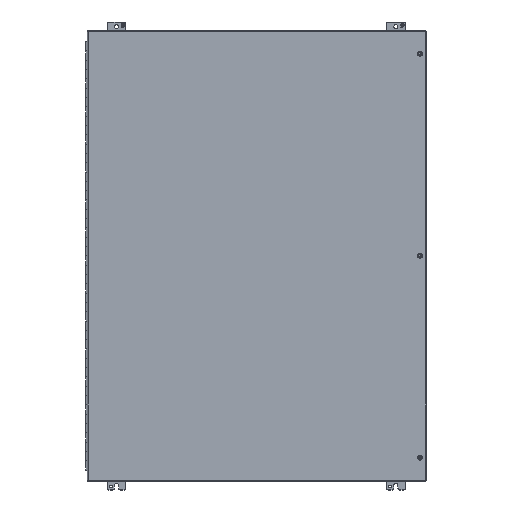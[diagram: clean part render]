
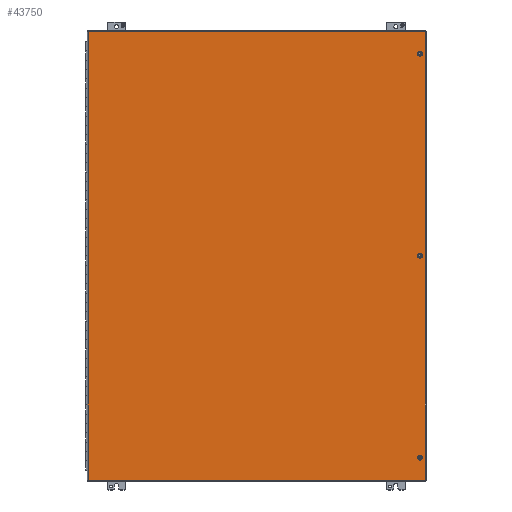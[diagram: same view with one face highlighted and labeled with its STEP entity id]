
A CAD part, top view. The second image highlights one B-rep face of the part: STEP entity #43750.
In plain terms, the highlighted planar face has unit normal (0, 0, 1).
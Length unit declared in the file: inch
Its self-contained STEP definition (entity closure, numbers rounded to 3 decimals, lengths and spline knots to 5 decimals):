
#390 = ORIENTED_EDGE ( 'NONE', *, *, #15638, .T. ) ;
#733 = EDGE_CURVE ( 'NONE', #12093, #23469, #22781, .T. ) ;
#828 = CARTESIAN_POINT ( 'NONE',  ( 18.16998, -24.0795, 11.172 ) ) ;
#1025 = CIRCLE ( 'NONE', #5152, 0.133 ) ;
#1045 = DIRECTION ( 'NONE',  ( 0., 0., -1. ) ) ;
#2881 = DIRECTION ( 'NONE',  ( 0., -1., 0. ) ) ;
#3192 = CARTESIAN_POINT ( 'NONE',  ( -18.05202, -24.0795, 11.172 ) ) ;
#3886 = EDGE_LOOP ( 'NONE', ( #390, #19532 ) ) ;
#4429 = ORIENTED_EDGE ( 'NONE', *, *, #35605, .T. ) ;
#4840 = EDGE_CURVE ( 'NONE', #28779, #40309, #21494, .T. ) ;
#5072 = CARTESIAN_POINT ( 'NONE',  ( -18.05202, -24.0795, 11.172 ) ) ;
#5152 = AXIS2_PLACEMENT_3D ( 'NONE', #9064, #25623, #39185 ) ;
#5350 = VECTOR ( 'NONE', #14170, 39.37008 ) ;
#5479 = LINE ( 'NONE', #5072, #38768 ) ;
#6011 = CARTESIAN_POINT ( 'NONE',  ( 17.58998, 0., 11.172 ) ) ;
#6249 = CARTESIAN_POINT ( 'NONE',  ( 17.58998, -21.6865, 11.172 ) ) ;
#6787 = CIRCLE ( 'NONE', #34110, 0.133 ) ;
#8863 = DIRECTION ( 'NONE',  ( 0., -1., 0. ) ) ;
#8935 = ORIENTED_EDGE ( 'NONE', *, *, #16020, .T. ) ;
#9064 = CARTESIAN_POINT ( 'NONE',  ( 17.58998, 0., 11.172 ) ) ;
#9302 = EDGE_CURVE ( 'NONE', #16836, #11646, #29936, .T. ) ;
#9351 = VECTOR ( 'NONE', #22210, 39.37008 ) ;
#9523 = VECTOR ( 'NONE', #9705, 39.37008 ) ;
#9620 = ORIENTED_EDGE ( 'NONE', *, *, #733, .T. ) ;
#9705 = DIRECTION ( 'NONE',  ( 1., 0., 0. ) ) ;
#10310 = FACE_BOUND ( 'NONE', #3886, .T. ) ;
#10928 = CARTESIAN_POINT ( 'NONE',  ( 17.58998, 0.133, 11.172 ) ) ;
#11646 = VERTEX_POINT ( 'NONE', #26926 ) ;
#11689 = VERTEX_POINT ( 'NONE', #31158 ) ;
#11932 = AXIS2_PLACEMENT_3D ( 'NONE', #6249, #32968, #12791 ) ;
#12093 = VERTEX_POINT ( 'NONE', #26009 ) ;
#12791 = DIRECTION ( 'NONE',  ( 0., -1., 0. ) ) ;
#14170 = DIRECTION ( 'NONE',  ( 0., 1., 0. ) ) ;
#14434 = CARTESIAN_POINT ( 'NONE',  ( 18.16998, 24.0795, 11.172 ) ) ;
#14975 = EDGE_CURVE ( 'NONE', #23469, #16836, #20698, .T. ) ;
#15638 = EDGE_CURVE ( 'NONE', #23660, #26801, #1025, .T. ) ;
#16020 = EDGE_CURVE ( 'NONE', #30674, #11689, #40111, .T. ) ;
#16836 = VERTEX_POINT ( 'NONE', #14434 ) ;
#17125 = ORIENTED_EDGE ( 'NONE', *, *, #42202, .T. ) ;
#17225 = CARTESIAN_POINT ( 'NONE',  ( 17.58998, 21.8195, 11.172 ) ) ;
#17357 = DIRECTION ( 'NONE',  ( 0., -1., 0. ) ) ;
#17739 = FACE_BOUND ( 'NONE', #36755, .T. ) ;
#18804 = FACE_BOUND ( 'NONE', #38723, .T. ) ;
#19352 = CARTESIAN_POINT ( 'NONE',  ( -18.05202, -24.0795, 11.172 ) ) ;
#19532 = ORIENTED_EDGE ( 'NONE', *, *, #26172, .T. ) ;
#20236 = AXIS2_PLACEMENT_3D ( 'NONE', #19352, #36020, #22302 ) ;
#20698 = LINE ( 'NONE', #828, #5350 ) ;
#21058 = ORIENTED_EDGE ( 'NONE', *, *, #4840, .T. ) ;
#21319 = CARTESIAN_POINT ( 'NONE',  ( 17.58998, -21.6865, 11.172 ) ) ;
#21494 = CIRCLE ( 'NONE', #23405, 0.133 ) ;
#21847 = AXIS2_PLACEMENT_3D ( 'NONE', #21319, #1045, #25017 ) ;
#22191 = DIRECTION ( 'NONE',  ( 0., -1., 0. ) ) ;
#22210 = DIRECTION ( 'NONE',  ( -1., 0., 0. ) ) ;
#22302 = DIRECTION ( 'NONE',  ( 0., -1., 0. ) ) ;
#22781 = LINE ( 'NONE', #3192, #9523 ) ;
#23405 = AXIS2_PLACEMENT_3D ( 'NONE', #25576, #39125, #8863 ) ;
#23469 = VERTEX_POINT ( 'NONE', #39711 ) ;
#23660 = VERTEX_POINT ( 'NONE', #28038 ) ;
#23980 = CARTESIAN_POINT ( 'NONE',  ( 17.58998, -21.8195, 11.172 ) ) ;
#25017 = DIRECTION ( 'NONE',  ( 0., -1., 0. ) ) ;
#25186 = CARTESIAN_POINT ( 'NONE',  ( -18.05202, 24.0795, 11.172 ) ) ;
#25576 = CARTESIAN_POINT ( 'NONE',  ( 17.58998, 21.6865, 11.172 ) ) ;
#25623 = DIRECTION ( 'NONE',  ( 0., 0., -1. ) ) ;
#26009 = CARTESIAN_POINT ( 'NONE',  ( -18.05202, -24.0795, 11.172 ) ) ;
#26100 = CIRCLE ( 'NONE', #43813, 0.133 ) ;
#26172 = EDGE_CURVE ( 'NONE', #26801, #23660, #6787, .T. ) ;
#26801 = VERTEX_POINT ( 'NONE', #10928 ) ;
#26926 = CARTESIAN_POINT ( 'NONE',  ( -18.05202, 24.0795, 11.172 ) ) ;
#27987 = DIRECTION ( 'NONE',  ( 0., 0., -1. ) ) ;
#28038 = CARTESIAN_POINT ( 'NONE',  ( 17.58998, -0.133, 11.172 ) ) ;
#28779 = VERTEX_POINT ( 'NONE', #33429 ) ;
#28824 = EDGE_CURVE ( 'NONE', #40309, #28779, #26100, .T. ) ;
#29936 = LINE ( 'NONE', #25186, #9351 ) ;
#30220 = ORIENTED_EDGE ( 'NONE', *, *, #28824, .T. ) ;
#30674 = VERTEX_POINT ( 'NONE', #23980 ) ;
#31158 = CARTESIAN_POINT ( 'NONE',  ( 17.58998, -21.5535, 11.172 ) ) ;
#32968 = DIRECTION ( 'NONE',  ( 0., 0., -1. ) ) ;
#33429 = CARTESIAN_POINT ( 'NONE',  ( 17.58998, 21.5535, 11.172 ) ) ;
#34080 = FACE_OUTER_BOUND ( 'NONE', #34147, .T. ) ;
#34110 = AXIS2_PLACEMENT_3D ( 'NONE', #6011, #36411, #2881 ) ;
#34147 = EDGE_LOOP ( 'NONE', ( #43459, #34592, #4429, #9620 ) ) ;
#34592 = ORIENTED_EDGE ( 'NONE', *, *, #9302, .T. ) ;
#35605 = EDGE_CURVE ( 'NONE', #11646, #12093, #5479, .T. ) ;
#36020 = DIRECTION ( 'NONE',  ( 0., 0., 1. ) ) ;
#36411 = DIRECTION ( 'NONE',  ( 0., 0., -1. ) ) ;
#36755 = EDGE_LOOP ( 'NONE', ( #8935, #17125 ) ) ;
#37537 = CARTESIAN_POINT ( 'NONE',  ( 17.58998, 21.6865, 11.172 ) ) ;
#38723 = EDGE_LOOP ( 'NONE', ( #21058, #30220 ) ) ;
#38768 = VECTOR ( 'NONE', #22191, 39.37008 ) ;
#39125 = DIRECTION ( 'NONE',  ( 0., 0., -1. ) ) ;
#39185 = DIRECTION ( 'NONE',  ( 0., -1., 0. ) ) ;
#39562 = PLANE ( 'NONE',  #20236 ) ;
#39711 = CARTESIAN_POINT ( 'NONE',  ( 18.16998, -24.0795, 11.172 ) ) ;
#40111 = CIRCLE ( 'NONE', #21847, 0.133 ) ;
#40309 = VERTEX_POINT ( 'NONE', #17225 ) ;
#42202 = EDGE_CURVE ( 'NONE', #11689, #30674, #43726, .T. ) ;
#43459 = ORIENTED_EDGE ( 'NONE', *, *, #14975, .T. ) ;
#43726 = CIRCLE ( 'NONE', #11932, 0.133 ) ;
#43750 = ADVANCED_FACE ( 'NONE', ( #34080, #18804, #17739, #10310 ), #39562, .T. ) ;
#43813 = AXIS2_PLACEMENT_3D ( 'NONE', #37537, #27987, #17357 ) ;
